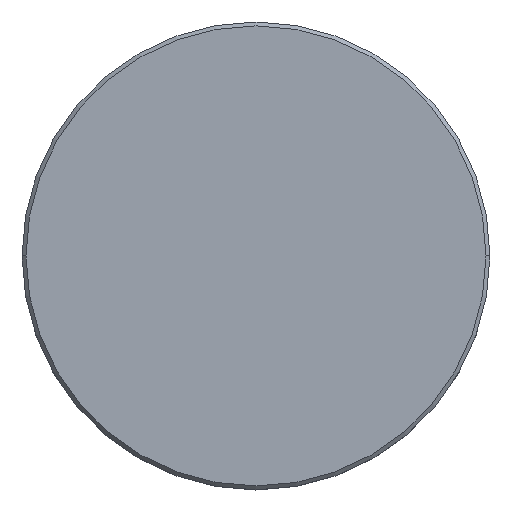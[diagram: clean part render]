
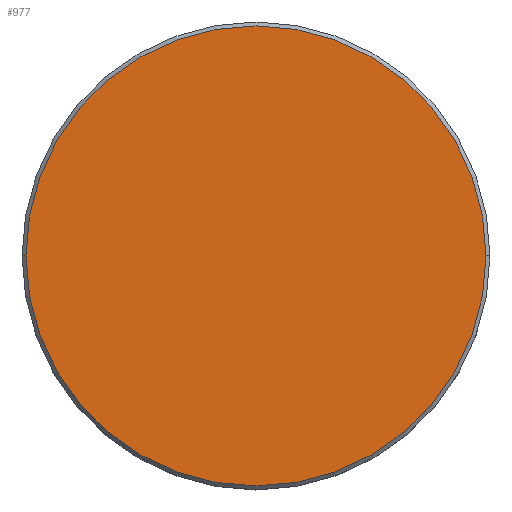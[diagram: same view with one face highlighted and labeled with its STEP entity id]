
A CAD part, top view. The second image highlights one B-rep face of the part: STEP entity #977.
In plain terms, the highlighted planar face has unit normal (0, 0, 1).
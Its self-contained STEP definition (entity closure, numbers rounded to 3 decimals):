
#81 = AXIS2_PLACEMENT_3D ( 'NONE', #523, #1166, #992 ) ;
#84 = CIRCLE ( 'NONE', #873, 29.5 ) ;
#170 = DIRECTION ( 'NONE',  ( 0., 0., 1. ) ) ;
#435 = DIRECTION ( 'NONE',  ( 1., 0., 0. ) ) ;
#496 = CARTESIAN_POINT ( 'NONE',  ( -29.5, 0., 0. ) ) ;
#510 = EDGE_CURVE ( 'NONE', #1039, #1150, #889, .T. ) ;
#523 = CARTESIAN_POINT ( 'NONE',  ( 0., 0., 0. ) ) ;
#563 = CARTESIAN_POINT ( 'NONE',  ( 29.5, 0., 0. ) ) ;
#572 = CARTESIAN_POINT ( 'NONE',  ( 0., 0., 0. ) ) ;
#729 = AXIS2_PLACEMENT_3D ( 'NONE', #1084, #170, #435 ) ;
#835 = DIRECTION ( 'NONE',  ( 1., 0., 0. ) ) ;
#873 = AXIS2_PLACEMENT_3D ( 'NONE', #572, #919, #835 ) ;
#883 = ORIENTED_EDGE ( 'NONE', *, *, #510, .T. ) ;
#889 = CIRCLE ( 'NONE', #81, 29.5 ) ;
#917 = PLANE ( 'NONE',  #729 ) ;
#919 = DIRECTION ( 'NONE',  ( 0., 0., 1. ) ) ;
#977 = ADVANCED_FACE ( 'NONE', ( #1172 ), #917, .T. ) ;
#992 = DIRECTION ( 'NONE',  ( 1., 0., 0. ) ) ;
#1039 = VERTEX_POINT ( 'NONE', #563 ) ;
#1084 = CARTESIAN_POINT ( 'NONE',  ( 0., 0., 0. ) ) ;
#1086 = ORIENTED_EDGE ( 'NONE', *, *, #1117, .T. ) ;
#1117 = EDGE_CURVE ( 'NONE', #1150, #1039, #84, .T. ) ;
#1150 = VERTEX_POINT ( 'NONE', #496 ) ;
#1163 = EDGE_LOOP ( 'NONE', ( #1086, #883 ) ) ;
#1166 = DIRECTION ( 'NONE',  ( 0., 0., 1. ) ) ;
#1172 = FACE_OUTER_BOUND ( 'NONE', #1163, .T. ) ;
